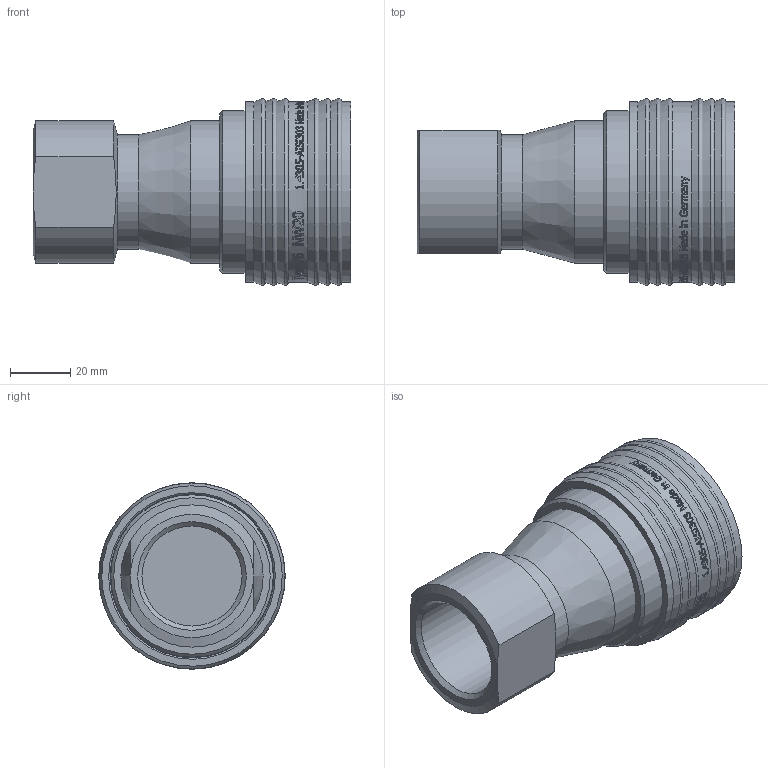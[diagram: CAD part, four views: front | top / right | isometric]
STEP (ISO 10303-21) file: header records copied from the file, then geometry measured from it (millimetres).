
FILE_DESCRIPTION((''),'2;1');
FILE_NAME('76kbiw33rvx.stp','2014-05-15T10:29:55',('IA176480'),(''),'Autodesk Inventor 2013','Autodesk Inventor 2013','');
FILE_SCHEMA(('AUTOMOTIVE_DESIGN { 1 0 10303 214 1 1 1 1 }'));
Length unit declared in the file: millimetre
Products named in the file (1): D110521
Bounding box: 105.6 x 61.99 x 61.99 mm (x, y, z)
Volume: 184992.2 mm3; surface area: 39483.8 mm2
Topology: 3 solids, 3 shells, 868 faces, 2324 edges, 1544 vertices
Faces by surface type: bspline 433, plane 303, cylinder 94, cone 30, torus 8
Full cylindrical faces by diameter (mm): 33.249 x1, 38 x1, 47.3 x1, 49 x2, 49.5 x1, 54 x2, 54.4 x1, 60 x3
Entity records: 134615 total; most frequent: CARTESIAN_POINT 115724, ORIENTED_EDGE 4518, EDGE_CURVE 2259, DIRECTION 2166, VERTEX_POINT 1527, B_SPLINE_CURVE_WITH_KNOTS 1167, EDGE_LOOP 1002, VECTOR 878
